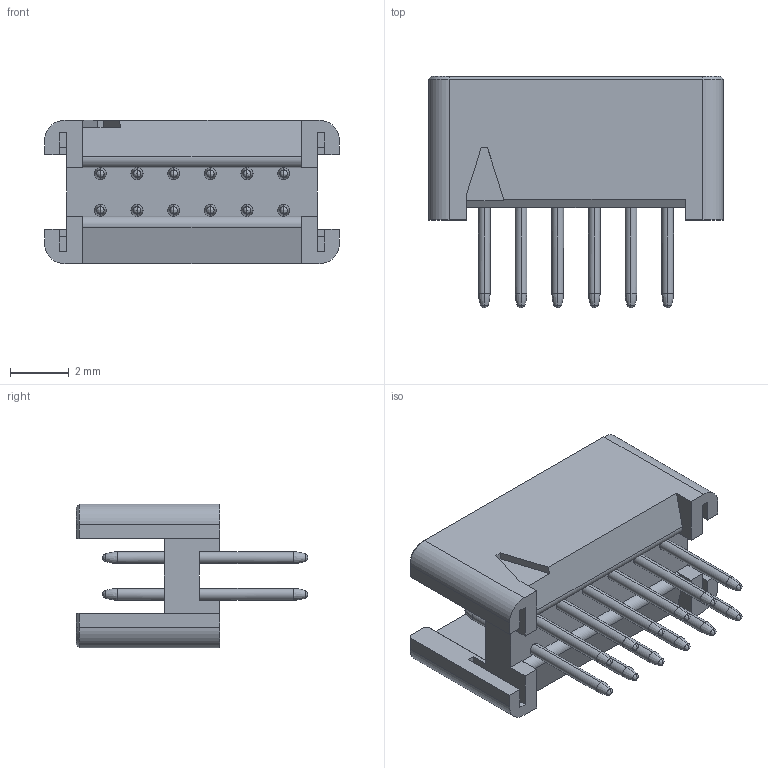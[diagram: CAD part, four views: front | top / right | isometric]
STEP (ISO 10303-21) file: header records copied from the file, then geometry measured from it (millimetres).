
FILE_DESCRIPTION((''),'2;1');
FILE_NAME('G125-MV11205L0P_ASM','2013-08-27T',('sflower'),(''),'PRO/ENGINEER BY PARAMETRIC TECHNOLOGY CORPORATION, 2013150','PRO/ENGINEER BY PARAMETRIC TECHNOLOGY CORPORATION, 2013150','');
FILE_SCHEMA(('CONFIG_CONTROL_DESIGN'));
Length unit declared in the file: millimetre
Products named in the file (3): G125-3011296; G125-1030005; G125-MV11205L0P_ASM
Assembly tree (13 placements, depth 2):
  G125-MV11205L0P_ASM
    G125-3011296
    G125-1030005  x12
Bounding box: 10.05 x 7.9 x 4.9 mm (x, y, z)
Volume: 116.7 mm3; surface area: 413.4 mm2
Topology: 13 solids, 13 shells, 1919 faces, 4352 edges, 2448 vertices
Faces by surface type: bspline 1344, plane 219, torus 216, cylinder 132, cone 8
Entity records: 15226 total; most frequent: CARTESIAN_POINT 5784, ORIENTED_EDGE 1576, DIRECTION 1306, PRESENTATION_STYLE_ASSIGNMENT 792, STYLED_ITEM 792, CURVE_STYLE 788, EDGE_CURVE 788, AXIS2_PLACEMENT_3D 485
